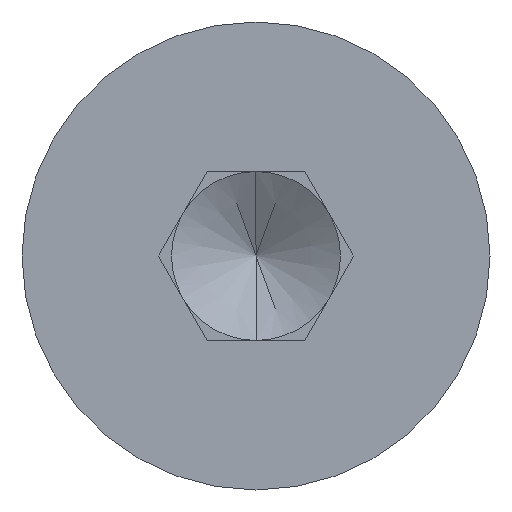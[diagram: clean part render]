
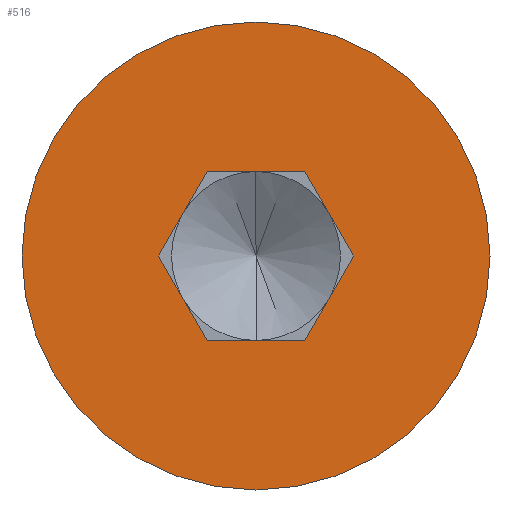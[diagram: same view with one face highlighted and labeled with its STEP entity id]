
A CAD part, left-side view. The second image highlights one B-rep face of the part: STEP entity #516.
In plain terms, the highlighted planar face has unit normal (-1, 0, 0).
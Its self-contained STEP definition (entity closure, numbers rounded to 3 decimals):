
#38 = LINE ( 'NONE', #562, #653 ) ;
#48 = CARTESIAN_POINT ( 'NONE',  ( 0., -0.577, 1. ) ) ;
#55 = ORIENTED_EDGE ( 'NONE', *, *, #406, .T. ) ;
#59 = DIRECTION ( 'NONE',  ( 0., -0.5, -0.866 ) ) ;
#62 = AXIS2_PLACEMENT_3D ( 'NONE', #300, #593, #130 ) ;
#74 = EDGE_CURVE ( 'NONE', #432, #749, #266, .T. ) ;
#104 = CARTESIAN_POINT ( 'NONE',  ( 0., 0., -2.77 ) ) ;
#130 = DIRECTION ( 'NONE',  ( 0., 0., 1. ) ) ;
#144 = CARTESIAN_POINT ( 'NONE',  ( 0., 1.155, 0. ) ) ;
#168 = ORIENTED_EDGE ( 'NONE', *, *, #286, .T. ) ;
#181 = DIRECTION ( 'NONE',  ( 0., 0.5, 0.866 ) ) ;
#227 = VERTEX_POINT ( 'NONE', #144 ) ;
#241 = EDGE_CURVE ( 'NONE', #227, #432, #484, .T. ) ;
#242 = VERTEX_POINT ( 'NONE', #605 ) ;
#259 = DIRECTION ( 'NONE',  ( 0., 1., 0. ) ) ;
#266 = LINE ( 'NONE', #498, #319 ) ;
#272 = EDGE_LOOP ( 'NONE', ( #55, #672, #527, #328, #705, #607 ) ) ;
#276 = DIRECTION ( 'NONE',  ( -1., 0., 0. ) ) ;
#286 = EDGE_CURVE ( 'NONE', #344, #468, #657, .T. ) ;
#295 = VERTEX_POINT ( 'NONE', #748 ) ;
#300 = CARTESIAN_POINT ( 'NONE',  ( 0., 0., 0. ) ) ;
#306 = VECTOR ( 'NONE', #181, 1000. ) ;
#319 = VECTOR ( 'NONE', #400, 1000. ) ;
#322 = DIRECTION ( 'NONE',  ( 0., -0.5, 0.866 ) ) ;
#328 = ORIENTED_EDGE ( 'NONE', *, *, #390, .T. ) ;
#329 = CARTESIAN_POINT ( 'NONE',  ( 0., -1.155, 0. ) ) ;
#344 = VERTEX_POINT ( 'NONE', #104 ) ;
#365 = DIRECTION ( 'NONE',  ( -1., 0., 0. ) ) ;
#366 = FACE_OUTER_BOUND ( 'NONE', #533, .T. ) ;
#388 = VERTEX_POINT ( 'NONE', #753 ) ;
#390 = EDGE_CURVE ( 'NONE', #388, #227, #456, .T. ) ;
#400 = DIRECTION ( 'NONE',  ( 0., -1., 0. ) ) ;
#406 = EDGE_CURVE ( 'NONE', #749, #295, #633, .T. ) ;
#425 = EDGE_CURVE ( 'NONE', #295, #242, #619, .T. ) ;
#432 = VERTEX_POINT ( 'NONE', #445 ) ;
#445 = CARTESIAN_POINT ( 'NONE',  ( 0., 0.577, 1. ) ) ;
#456 = LINE ( 'NONE', #581, #306 ) ;
#468 = VERTEX_POINT ( 'NONE', #536 ) ;
#476 = EDGE_CURVE ( 'NONE', #468, #344, #639, .T. ) ;
#484 = LINE ( 'NONE', #664, #721 ) ;
#498 = CARTESIAN_POINT ( 'NONE',  ( 0., 0.577, 1. ) ) ;
#516 = ADVANCED_FACE ( 'NONE', ( #366, #599 ), #711, .T. ) ;
#522 = AXIS2_PLACEMENT_3D ( 'NONE', #692, #276, #750 ) ;
#523 = ORIENTED_EDGE ( 'NONE', *, *, #476, .T. ) ;
#527 = ORIENTED_EDGE ( 'NONE', *, *, #620, .T. ) ;
#533 = EDGE_LOOP ( 'NONE', ( #523, #168 ) ) ;
#536 = CARTESIAN_POINT ( 'NONE',  ( 0., 0., 2.77 ) ) ;
#538 = DIRECTION ( 'NONE',  ( 0., 0., 1. ) ) ;
#541 = CARTESIAN_POINT ( 'NONE',  ( 0., 0., 0. ) ) ;
#562 = CARTESIAN_POINT ( 'NONE',  ( 0., -0.577, -1. ) ) ;
#565 = DIRECTION ( 'NONE',  ( 0., 0.5, -0.866 ) ) ;
#581 = CARTESIAN_POINT ( 'NONE',  ( 0., 0.577, -1. ) ) ;
#593 = DIRECTION ( 'NONE',  ( -1., 0., 0. ) ) ;
#599 = FACE_BOUND ( 'NONE', #272, .T. ) ;
#603 = VECTOR ( 'NONE', #59, 1000. ) ;
#605 = CARTESIAN_POINT ( 'NONE',  ( 0., -0.577, -1. ) ) ;
#607 = ORIENTED_EDGE ( 'NONE', *, *, #74, .T. ) ;
#619 = LINE ( 'NONE', #329, #739 ) ;
#620 = EDGE_CURVE ( 'NONE', #242, #388, #38, .T. ) ;
#622 = CARTESIAN_POINT ( 'NONE',  ( 0., -0.577, 1. ) ) ;
#633 = LINE ( 'NONE', #48, #603 ) ;
#639 = CIRCLE ( 'NONE', #62, 2.77 ) ;
#653 = VECTOR ( 'NONE', #259, 1000. ) ;
#657 = CIRCLE ( 'NONE', #522, 2.77 ) ;
#664 = CARTESIAN_POINT ( 'NONE',  ( 0., 1.155, 0. ) ) ;
#672 = ORIENTED_EDGE ( 'NONE', *, *, #425, .T. ) ;
#692 = CARTESIAN_POINT ( 'NONE',  ( 0., 0., 0. ) ) ;
#705 = ORIENTED_EDGE ( 'NONE', *, *, #241, .T. ) ;
#711 = PLANE ( 'NONE',  #719 ) ;
#719 = AXIS2_PLACEMENT_3D ( 'NONE', #541, #365, #538 ) ;
#721 = VECTOR ( 'NONE', #322, 1000. ) ;
#739 = VECTOR ( 'NONE', #565, 1000. ) ;
#748 = CARTESIAN_POINT ( 'NONE',  ( 0., -1.155, 0. ) ) ;
#749 = VERTEX_POINT ( 'NONE', #622 ) ;
#750 = DIRECTION ( 'NONE',  ( 0., 0., 1. ) ) ;
#753 = CARTESIAN_POINT ( 'NONE',  ( 0., 0.577, -1. ) ) ;
